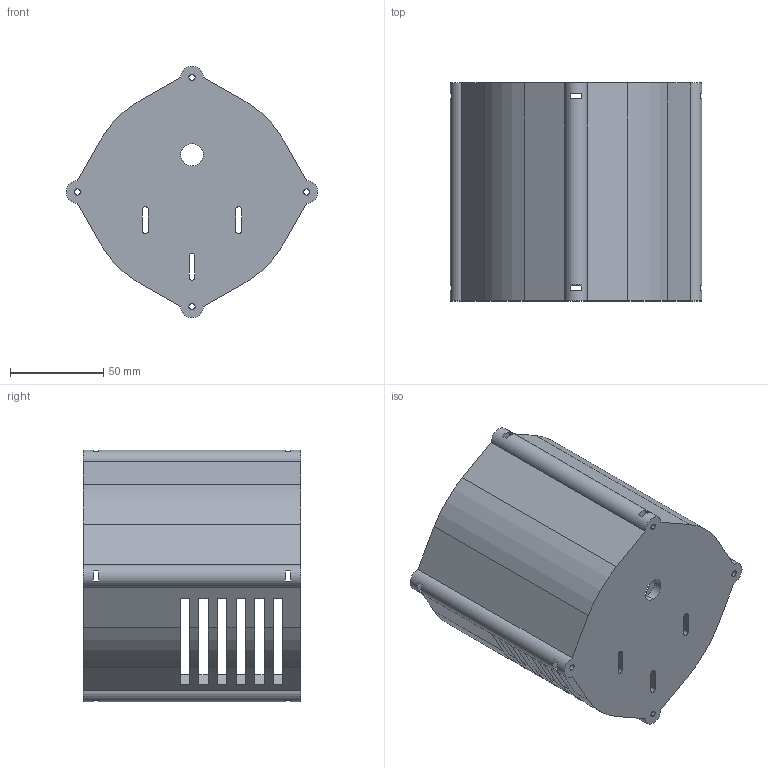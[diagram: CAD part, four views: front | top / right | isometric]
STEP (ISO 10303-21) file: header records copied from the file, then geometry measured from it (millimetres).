
FILE_DESCRIPTION((''),'2;1');
FILE_NAME('BODY3','2021-12-29T15:37:07',('user'),(''),'CREO PARAMETRIC BY PTC INC, 2021063','CREO PARAMETRIC BY PTC INC, 2021063','');
FILE_SCHEMA(('CONFIG_CONTROL_DESIGN'));
Length unit declared in the file: millimetre
Products named in the file (1): BODY3
Bounding box: 135 x 117 x 135 mm (x, y, z)
Volume: 235455.9 mm3; surface area: 110692.3 mm2
Topology: 1 solids, 1 shells, 151 faces, 492 edges, 328 vertices
Faces by surface type: plane 97, cylinder 54
Entity records: 5640 total; most frequent: ORIENTED_EDGE 984, CARTESIAN_POINT 971, DIRECTION 966, EDGE_CURVE 492, VERTEX_POINT 328, AXIS2_PLACEMENT_3D 323, VECTOR 320, LINE 320
